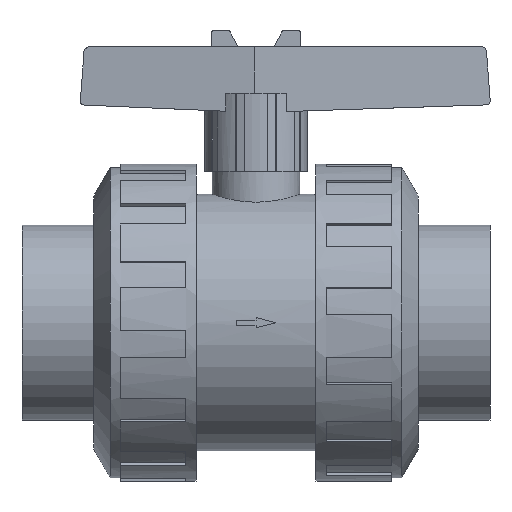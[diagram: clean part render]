
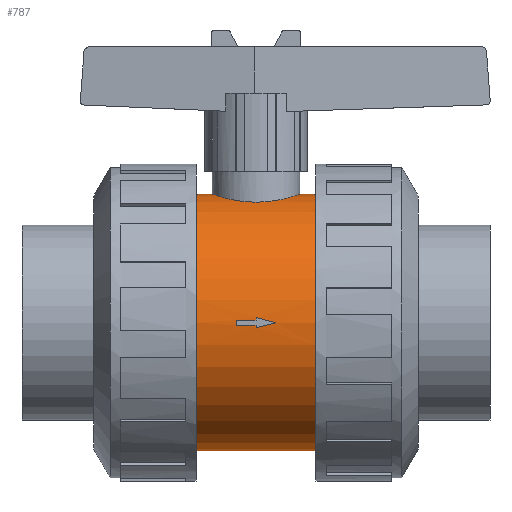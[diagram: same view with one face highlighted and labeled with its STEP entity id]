
A CAD part, front view. The second image highlights one B-rep face of the part: STEP entity #787.
In plain terms, the highlighted cylindrical face has radius 41.108 mm (diameter 82.215 mm), a partial arc.
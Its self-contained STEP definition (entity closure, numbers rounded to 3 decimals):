
#787=ADVANCED_FACE('',(#1605,#1606),#1607,.T.);
#1605=FACE_OUTER_BOUND('',#2448,.T.);
#1606=FACE_BOUND('',#2449,.T.);
#1607=CYLINDRICAL_SURFACE('',#2450,41.108);
#2448=EDGE_LOOP('',(#4878,#4879,#4880,#4881,#4882,#4883,#4884));
#2449=EDGE_LOOP('',(#4885,#4886,#4887,#4888,#4889,#4890,#4891));
#2450=AXIS2_PLACEMENT_3D('',#4892,#4893,#4894);
#4878=ORIENTED_EDGE('',*,*,#5104,.T.);
#4879=ORIENTED_EDGE('',*,*,#6020,.T.);
#4880=ORIENTED_EDGE('',*,*,#5107,.T.);
#4881=ORIENTED_EDGE('',*,*,#6021,.T.);
#4882=ORIENTED_EDGE('',*,*,#6022,.T.);
#4883=ORIENTED_EDGE('',*,*,#5106,.T.);
#4884=ORIENTED_EDGE('',*,*,#6023,.T.);
#4885=ORIENTED_EDGE('',*,*,#6004,.T.);
#4886=ORIENTED_EDGE('',*,*,#5993,.T.);
#4887=ORIENTED_EDGE('',*,*,#5982,.T.);
#4888=ORIENTED_EDGE('',*,*,#5969,.T.);
#4889=ORIENTED_EDGE('',*,*,#5974,.T.);
#4890=ORIENTED_EDGE('',*,*,#5986,.T.);
#4891=ORIENTED_EDGE('',*,*,#5997,.T.);
#4892=CARTESIAN_POINT('',(0.0,0.0,0.0));
#4893=DIRECTION('',(1.0,0.0,0.0));
#4894=DIRECTION('',(0.0,0.0,-1.0));
#5104=EDGE_CURVE('',#6128,#6129,#6130,.T.);
#5106=EDGE_CURVE('',#6108,#6131,#6133,.T.);
#5107=EDGE_CURVE('',#6134,#6105,#6135,.T.);
#5969=EDGE_CURVE('',#7413,#7414,#7415,.T.);
#5974=EDGE_CURVE('',#7414,#7422,#7423,.T.);
#5982=EDGE_CURVE('',#7434,#7413,#7435,.T.);
#5986=EDGE_CURVE('',#7422,#7440,#7441,.T.);
#5993=EDGE_CURVE('',#7450,#7434,#7451,.T.);
#5997=EDGE_CURVE('',#7440,#7456,#7457,.T.);
#6004=EDGE_CURVE('',#7456,#7450,#7466,.T.);
#6020=EDGE_CURVE('',#6129,#6134,#7485,.T.);
#6021=EDGE_CURVE('',#6105,#7486,#7487,.T.);
#6022=EDGE_CURVE('',#7486,#6108,#7488,.T.);
#6023=EDGE_CURVE('',#6131,#6128,#7489,.T.);
#6105=VERTEX_POINT('',#7599);
#6108=VERTEX_POINT('',#7603);
#6128=VERTEX_POINT('',#7659);
#6129=VERTEX_POINT('',#7660);
#6130=LINE('',#7661,#7662);
#6131=VERTEX_POINT('',#7663);
#6133=LINE('',#7665,#7666);
#6134=VERTEX_POINT('',#7667);
#6135=LINE('',#7668,#7669);
#7413=VERTEX_POINT('',#9381);
#7414=VERTEX_POINT('',#9382);
#7415=LINE('',#9383,#9384);
#7422=VERTEX_POINT('',#9394);
#7423=CIRCLE('',#9395,41.108);
#7434=VERTEX_POINT('',#9411);
#7435=CIRCLE('',#9412,41.108);
#7440=VERTEX_POINT('',#9419);
#7441=ELLIPSE('',#9420,161.442,41.108);
#7450=VERTEX_POINT('',#9433);
#7451=LINE('',#9434,#9435);
#7456=VERTEX_POINT('',#9442);
#7457=ELLIPSE('',#9443,161.442,41.108);
#7466=CIRCLE('',#9456,41.108);
#7485=CIRCLE('',#9483,41.108);
#7486=VERTEX_POINT('',#9484);
#7487=B_SPLINE_CURVE_WITH_KNOTS('',3,(#9485,#9486,#9487,#9488,#9489,#9490,#9491,#9492,#9493,#9494,#9495,#9496,#9497,#9498,#9499,#9500,#9501,#9502),.UNSPECIFIED.,.F.,.F.,(4,2,2,2,2,2,2,2,4),(63.793,66.451,69.108,71.765,74.423,77.081,79.74,82.399,85.058),.UNSPECIFIED.);
#7488=B_SPLINE_CURVE_WITH_KNOTS('',3,(#9503,#9504,#9505,#9506,#9507,#9508,#9509,#9510,#9511,#9512,#9513,#9514,#9515,#9516,#9517,#9518,#9519,#9520),.UNSPECIFIED.,.F.,.F.,(4,2,2,2,2,2,2,2,4),(0.0,2.659,5.317,7.976,10.635,13.292,15.95,18.607,21.264),.UNSPECIFIED.);
#7489=CIRCLE('',#9521,41.108);
#7599=CARTESIAN_POINT('',(13.99,0.,41.108));
#7603=CARTESIAN_POINT('',(-13.99,0.,41.108));
#7659=CARTESIAN_POINT('',(-19.226,0.,-41.108));
#7660=CARTESIAN_POINT('',(19.226,0.,-41.108));
#7661=CARTESIAN_POINT('',(0.0,0.,-41.108));
#7662=VECTOR('',#9658,1.0);
#7663=CARTESIAN_POINT('',(-19.226,0.,41.108));
#7665=CARTESIAN_POINT('',(0.0,0.,41.108));
#7666=VECTOR('',#9662,1.0);
#7667=CARTESIAN_POINT('',(19.226,0.,41.108));
#7668=CARTESIAN_POINT('',(0.0,0.,41.108));
#7669=VECTOR('',#9663,1.0);
#9381=CARTESIAN_POINT('',(-6.21,-41.099,0.818));
#9382=CARTESIAN_POINT('',(0.0,-41.099,0.818));
#9383=CARTESIAN_POINT('',(-3.105,-41.099,0.818));
#9384=VECTOR('',#10698,1.0);
#9394=CARTESIAN_POINT('',(0.0,-41.075,1.635));
#9395=AXIS2_PLACEMENT_3D('',#10702,#10703,#10704);
#9411=CARTESIAN_POINT('',(-6.21,-41.099,-0.818));
#9412=AXIS2_PLACEMENT_3D('',#10710,#10711,#10712);
#9419=CARTESIAN_POINT('',(6.21,-41.108,0.0));
#9420=AXIS2_PLACEMENT_3D('',#10715,#10716,#10717);
#9433=CARTESIAN_POINT('',(0.0,-41.099,-0.818));
#9434=CARTESIAN_POINT('',(-3.105,-41.099,-0.818));
#9435=VECTOR('',#10722,1.0);
#9442=CARTESIAN_POINT('',(0.0,-41.075,-1.635));
#9443=AXIS2_PLACEMENT_3D('',#10725,#10726,#10727);
#9456=AXIS2_PLACEMENT_3D('',#10732,#10733,#10734);
#9483=AXIS2_PLACEMENT_3D('',#10743,#10744,#10745);
#9484=CARTESIAN_POINT('',(0.0,-13.99,38.654));
#9485=CARTESIAN_POINT('',(13.99,0.,41.108));
#9486=CARTESIAN_POINT('',(13.99,-0.886,41.108));
#9487=CARTESIAN_POINT('',(13.905,-1.8,41.078));
#9488=CARTESIAN_POINT('',(13.547,-3.613,40.958));
#9489=CARTESIAN_POINT('',(13.275,-4.513,40.868));
#9490=CARTESIAN_POINT('',(12.559,-6.234,40.641));
#9491=CARTESIAN_POINT('',(12.114,-7.057,40.505));
#9492=CARTESIAN_POINT('',(11.089,-8.578,40.21));
#9493=CARTESIAN_POINT('',(10.509,-9.275,40.052));
#9494=CARTESIAN_POINT('',(9.275,-10.51,39.746));
#9495=CARTESIAN_POINT('',(8.578,-11.09,39.587));
#9496=CARTESIAN_POINT('',(7.057,-12.114,39.286));
#9497=CARTESIAN_POINT('',(6.234,-12.559,39.144));
#9498=CARTESIAN_POINT('',(4.513,-13.275,38.907));
#9499=CARTESIAN_POINT('',(3.614,-13.547,38.812));
#9500=CARTESIAN_POINT('',(1.8,-13.904,38.685));
#9501=CARTESIAN_POINT('',(0.886,-13.99,38.654));
#9502=CARTESIAN_POINT('',(0.0,-13.99,38.654));
#9503=CARTESIAN_POINT('',(0.0,-13.99,38.654));
#9504=CARTESIAN_POINT('',(-0.886,-13.99,38.654));
#9505=CARTESIAN_POINT('',(-1.8,-13.904,38.685));
#9506=CARTESIAN_POINT('',(-3.614,-13.547,38.812));
#9507=CARTESIAN_POINT('',(-4.513,-13.275,38.907));
#9508=CARTESIAN_POINT('',(-6.234,-12.559,39.144));
#9509=CARTESIAN_POINT('',(-7.057,-12.114,39.286));
#9510=CARTESIAN_POINT('',(-8.578,-11.09,39.587));
#9511=CARTESIAN_POINT('',(-9.275,-10.51,39.746));
#9512=CARTESIAN_POINT('',(-10.509,-9.275,40.052));
#9513=CARTESIAN_POINT('',(-11.089,-8.578,40.21));
#9514=CARTESIAN_POINT('',(-12.114,-7.057,40.505));
#9515=CARTESIAN_POINT('',(-12.559,-6.234,40.641));
#9516=CARTESIAN_POINT('',(-13.275,-4.513,40.868));
#9517=CARTESIAN_POINT('',(-13.547,-3.613,40.958));
#9518=CARTESIAN_POINT('',(-13.905,-1.8,41.078));
#9519=CARTESIAN_POINT('',(-13.99,-0.886,41.108));
#9520=CARTESIAN_POINT('',(-13.99,0.,41.108));
#9521=AXIS2_PLACEMENT_3D('',#10746,#10747,#10748);
#9658=DIRECTION('',(1.0,0.0,0.0));
#9662=DIRECTION('',(-1.0,-0.0,-0.0));
#9663=DIRECTION('',(-1.0,-0.0,-0.0));
#10698=DIRECTION('',(1.0,0.0,0.0));
#10702=CARTESIAN_POINT('',(0.0,0.0,0.0));
#10703=DIRECTION('',(-1.0,0.0,0.0));
#10704=DIRECTION('',(0.0,0.0,-1.0));
#10710=CARTESIAN_POINT('',(-6.21,0.0,0.0));
#10711=DIRECTION('',(-1.0,0.0,0.0));
#10712=DIRECTION('',(0.0,0.0,-1.0));
#10715=CARTESIAN_POINT('',(6.21,0.0,0.0));
#10716=DIRECTION('',(0.255,-0.0,0.967));
#10717=DIRECTION('',(0.967,0.0,-0.255));
#10722=DIRECTION('',(-1.0,-0.0,-0.0));
#10725=CARTESIAN_POINT('',(6.21,0.0,0.0));
#10726=DIRECTION('',(0.255,0.0,-0.967));
#10727=DIRECTION('',(-0.967,0.0,-0.255));
#10732=CARTESIAN_POINT('',(0.0,0.0,0.0));
#10733=DIRECTION('',(-1.0,0.0,0.0));
#10734=DIRECTION('',(0.0,0.0,-1.0));
#10743=CARTESIAN_POINT('',(19.226,0.0,0.0));
#10744=DIRECTION('',(-1.0,0.0,0.0));
#10745=DIRECTION('',(0.0,0.0,-1.0));
#10746=CARTESIAN_POINT('',(-19.226,0.0,0.0));
#10747=DIRECTION('',(1.0,0.0,0.0));
#10748=DIRECTION('',(0.0,0.0,-1.0));
